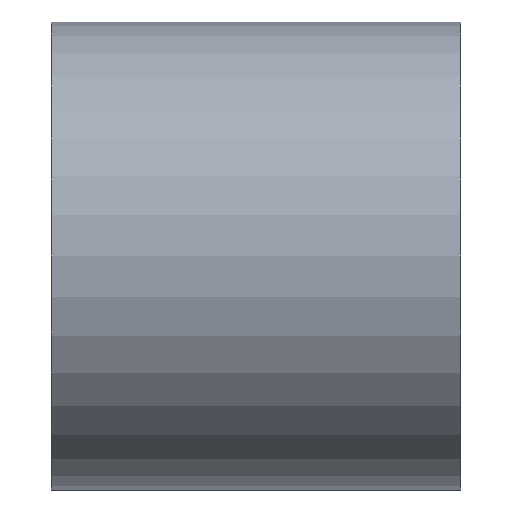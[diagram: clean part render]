
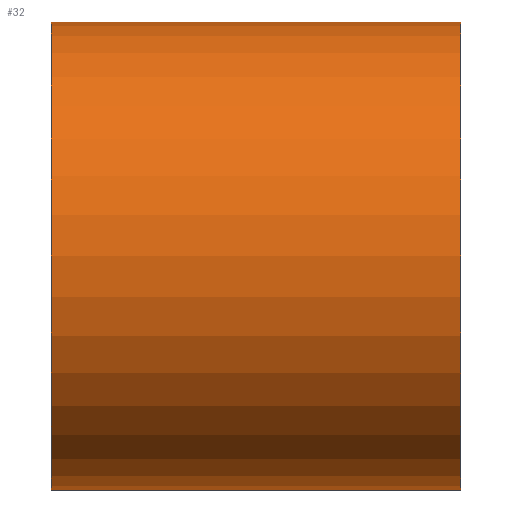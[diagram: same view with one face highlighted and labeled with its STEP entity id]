
A CAD part, left-side view. The second image highlights one B-rep face of the part: STEP entity #32.
In plain terms, the highlighted cylindrical face has radius 4 mm (diameter 8 mm), a partial arc.
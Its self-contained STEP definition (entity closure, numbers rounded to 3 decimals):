
#32 = ADVANCED_FACE( '', ( #62 ), #63, .T. );
#62 = FACE_OUTER_BOUND( '', #87, .T. );
#63 = CYLINDRICAL_SURFACE( '', #88, 4. );
#87 = EDGE_LOOP( '', ( #111, #112, #113, #114 ) );
#88 = AXIS2_PLACEMENT_3D( '', #115, #116, #117 );
#111 = ORIENTED_EDGE( '', *, *, #156, .T. );
#112 = ORIENTED_EDGE( '', *, *, #157, .F. );
#113 = ORIENTED_EDGE( '', *, *, #158, .F. );
#114 = ORIENTED_EDGE( '', *, *, #159, .T. );
#115 = CARTESIAN_POINT( '', ( -3., 3.5, 0. ) );
#116 = DIRECTION( '', ( 0., 1., 0. ) );
#117 = DIRECTION( '', ( 0., 0., -1. ) );
#156 = EDGE_CURVE( '', #178, #179, #180, .T. );
#157 = EDGE_CURVE( '', #181, #179, #182, .T. );
#158 = EDGE_CURVE( '', #183, #181, #184, .T. );
#159 = EDGE_CURVE( '', #183, #178, #185, .T. );
#178 = VERTEX_POINT( '', #206 );
#179 = VERTEX_POINT( '', #207 );
#180 = CIRCLE( '', #208, 4. );
#181 = VERTEX_POINT( '', #209 );
#182 = LINE( '', #210, #211 );
#183 = VERTEX_POINT( '', #212 );
#184 = CIRCLE( '', #213, 4. );
#185 = LINE( '', #214, #215 );
#206 = CARTESIAN_POINT( '', ( -3., -3.5, -4. ) );
#207 = CARTESIAN_POINT( '', ( -3., -3.5, 4. ) );
#208 = AXIS2_PLACEMENT_3D( '', #236, #237, #238 );
#209 = CARTESIAN_POINT( '', ( -3., 3.5, 4. ) );
#210 = CARTESIAN_POINT( '', ( -3., 3.5, 4. ) );
#211 = VECTOR( '', #239, 1000. );
#212 = CARTESIAN_POINT( '', ( -3., 3.5, -4. ) );
#213 = AXIS2_PLACEMENT_3D( '', #240, #241, #242 );
#214 = CARTESIAN_POINT( '', ( -3., 3.5, -4. ) );
#215 = VECTOR( '', #243, 1000. );
#236 = CARTESIAN_POINT( '', ( -3., -3.5, 0. ) );
#237 = DIRECTION( '', ( 0., 1., 0. ) );
#238 = DIRECTION( '', ( 1., 0., 0. ) );
#239 = DIRECTION( '', ( 0., -1., 0. ) );
#240 = CARTESIAN_POINT( '', ( -3., 3.5, 0. ) );
#241 = DIRECTION( '', ( 0., 1., 0. ) );
#242 = DIRECTION( '', ( 1., 0., 0. ) );
#243 = DIRECTION( '', ( 0., -1., 0. ) );
